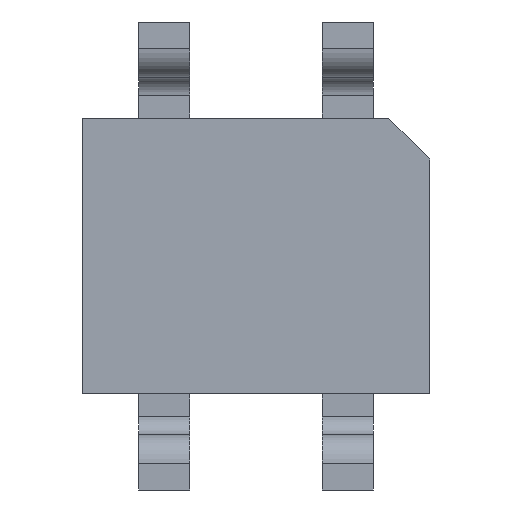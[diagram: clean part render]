
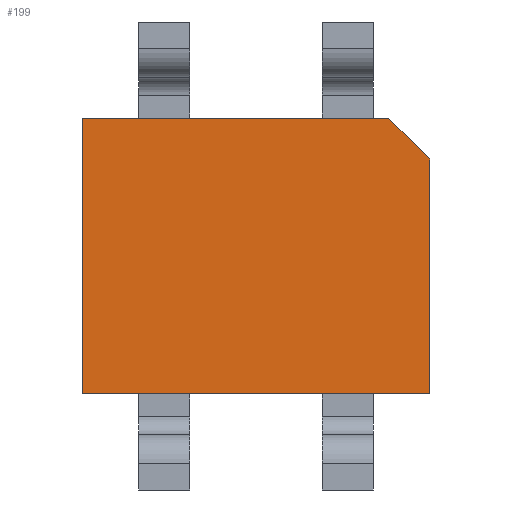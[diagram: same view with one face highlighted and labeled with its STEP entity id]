
A CAD part, front view. The second image highlights one B-rep face of the part: STEP entity #199.
In plain terms, the highlighted planar face has unit normal (0, -1, 0).
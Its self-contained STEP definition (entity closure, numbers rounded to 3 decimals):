
#199 = ADVANCED_FACE ( 'NONE', ( #1322 ), #1870, .F. ) ;
#328 = AXIS2_PLACEMENT_3D ( 'NONE', #1161, #2118, #1540 ) ;
#341 = CARTESIAN_POINT ( 'NONE',  ( -1.7, -0.75, 1.35 ) ) ;
#373 = EDGE_LOOP ( 'NONE', ( #1236, #768, #651, #1766, #1543 ) ) ;
#505 = CARTESIAN_POINT ( 'NONE',  ( -1.7, -0.75, 1.35 ) ) ;
#535 = VERTEX_POINT ( 'NONE', #2002 ) ;
#536 = EDGE_CURVE ( 'NONE', #2276, #535, #1852, .T. ) ;
#540 = EDGE_CURVE ( 'NONE', #1600, #535, #684, .T. ) ;
#545 = DIRECTION ( 'NONE',  ( 0., 0., 1. ) ) ;
#651 = ORIENTED_EDGE ( 'NONE', *, *, #536, .F. ) ;
#653 = CARTESIAN_POINT ( 'NONE',  ( 1.7, -0.75, 0.95 ) ) ;
#684 = LINE ( 'NONE', #1106, #1826 ) ;
#715 = CARTESIAN_POINT ( 'NONE',  ( -1.7, -0.75, -1.35 ) ) ;
#768 = ORIENTED_EDGE ( 'NONE', *, *, #540, .T. ) ;
#835 = CARTESIAN_POINT ( 'NONE',  ( 1.7, -0.75, -1.35 ) ) ;
#946 = CARTESIAN_POINT ( 'NONE',  ( -1.7, -0.75, -1.35 ) ) ;
#998 = CARTESIAN_POINT ( 'NONE',  ( 1.7, -0.75, -1.35 ) ) ;
#1106 = CARTESIAN_POINT ( 'NONE',  ( 1.7, -0.75, 0.95 ) ) ;
#1141 = CARTESIAN_POINT ( 'NONE',  ( -1.7, -0.75, -1.35 ) ) ;
#1161 = CARTESIAN_POINT ( 'NONE',  ( 0., -0.75, 0. ) ) ;
#1236 = ORIENTED_EDGE ( 'NONE', *, *, #1844, .F. ) ;
#1286 = VECTOR ( 'NONE', #545, 1000. ) ;
#1294 = DIRECTION ( 'NONE',  ( -0.707, 0., 0.707 ) ) ;
#1300 = VERTEX_POINT ( 'NONE', #1141 ) ;
#1322 = FACE_OUTER_BOUND ( 'NONE', #373, .T. ) ;
#1332 = EDGE_CURVE ( 'NONE', #1300, #2276, #1680, .T. ) ;
#1348 = VECTOR ( 'NONE', #1571, 1000. ) ;
#1399 = VECTOR ( 'NONE', #1660, 1000. ) ;
#1540 = DIRECTION ( 'NONE',  ( 0., 0., 1. ) ) ;
#1543 = ORIENTED_EDGE ( 'NONE', *, *, #1794, .F. ) ;
#1571 = DIRECTION ( 'NONE',  ( 0., 0., -1. ) ) ;
#1600 = VERTEX_POINT ( 'NONE', #653 ) ;
#1660 = DIRECTION ( 'NONE',  ( 1., 0., 0. ) ) ;
#1680 = LINE ( 'NONE', #946, #1286 ) ;
#1766 = ORIENTED_EDGE ( 'NONE', *, *, #1332, .F. ) ;
#1794 = EDGE_CURVE ( 'NONE', #2188, #1300, #2403, .T. ) ;
#1826 = VECTOR ( 'NONE', #1294, 1000. ) ;
#1844 = EDGE_CURVE ( 'NONE', #1600, #2188, #2293, .T. ) ;
#1852 = LINE ( 'NONE', #505, #1399 ) ;
#1870 = PLANE ( 'NONE',  #328 ) ;
#2002 = CARTESIAN_POINT ( 'NONE',  ( 1.3, -0.75, 1.35 ) ) ;
#2118 = DIRECTION ( 'NONE',  ( 0., 1., 0. ) ) ;
#2188 = VERTEX_POINT ( 'NONE', #835 ) ;
#2217 = DIRECTION ( 'NONE',  ( -1., 0., 0. ) ) ;
#2276 = VERTEX_POINT ( 'NONE', #341 ) ;
#2292 = VECTOR ( 'NONE', #2217, 1000. ) ;
#2293 = LINE ( 'NONE', #998, #1348 ) ;
#2403 = LINE ( 'NONE', #715, #2292 ) ;
